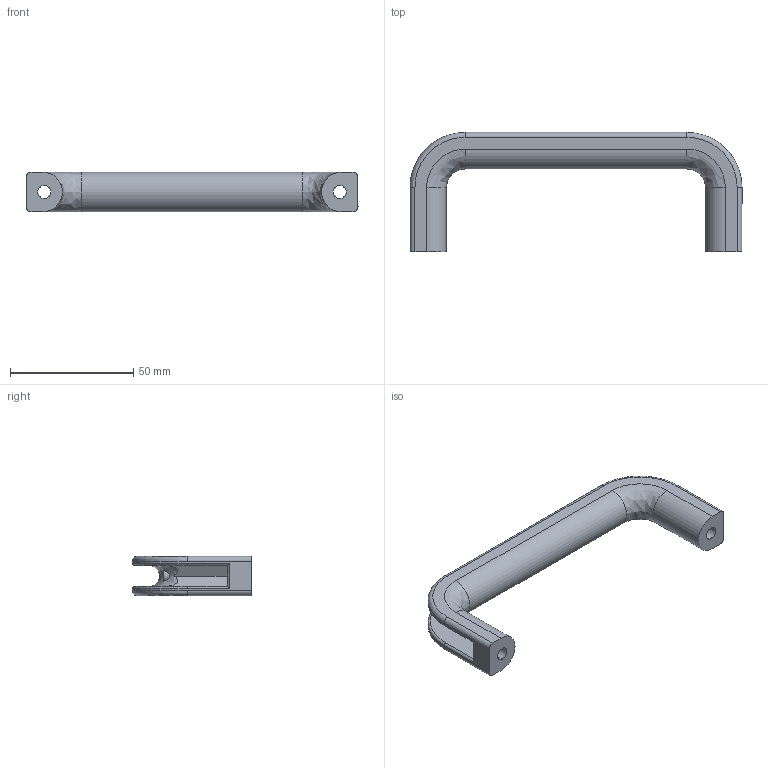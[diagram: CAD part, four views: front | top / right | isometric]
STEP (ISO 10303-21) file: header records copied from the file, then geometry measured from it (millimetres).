
FILE_DESCRIPTION (( 'STEP AP214' ), '1' );
FILE_NAME ('7310018', '2019-01-30T09:07:01', ( '' ), ('JUGARD+KÜNSTNER GmbH'), 'SwSTEP 2.0', 'SolidWorks 2017', '' );
FILE_SCHEMA (( 'AUTOMOTIVE_DESIGN' ));
Length unit declared in the file: millimetre
Products named in the file (1): 7310018
Bounding box: 134.8 x 48.4 x 16 mm (x, y, z)
Volume: 23327.5 mm3; surface area: 14080 mm2
Topology: 1 solids, 1 shells, 64 faces, 160 edges, 100 vertices
Faces by surface type: cylinder 28, plane 24, bspline 12
Entity records: 2296 total; most frequent: CARTESIAN_POINT 809, ORIENTED_EDGE 320, DIRECTION 284, EDGE_CURVE 160, VERTEX_POINT 100, AXIS2_PLACEMENT_3D 99, VECTOR 86, LINE 86
